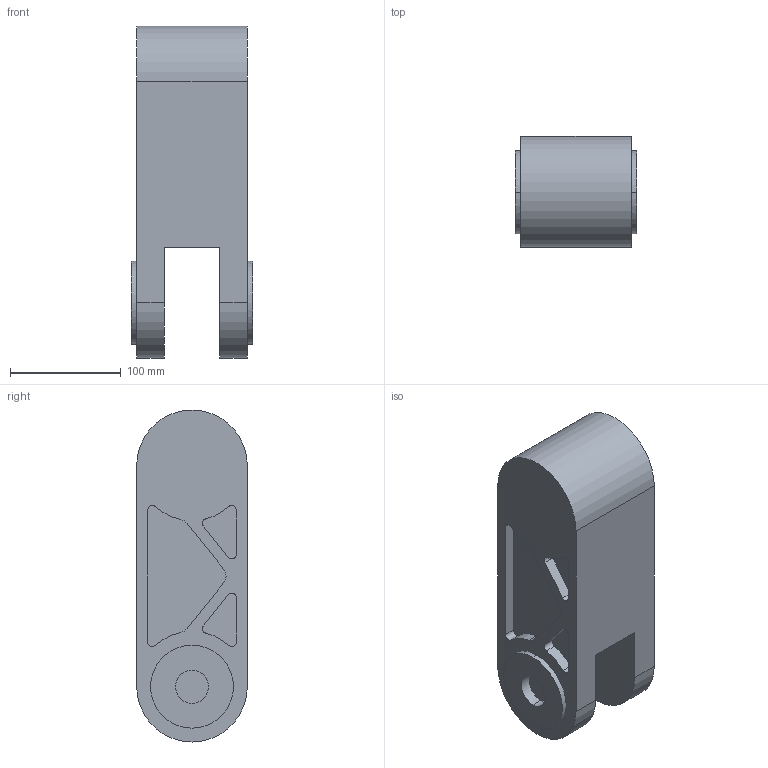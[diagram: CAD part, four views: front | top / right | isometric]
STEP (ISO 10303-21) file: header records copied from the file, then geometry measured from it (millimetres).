
FILE_DESCRIPTION (( 'STEP AP214' ), '1' );
FILE_NAME ('upper_arm.STEP', '2021-03-16T12:44:31', ( '' ), ( '' ), 'SwSTEP 2.0', 'SolidWorks 2021', '' );
FILE_SCHEMA (( 'AUTOMOTIVE_DESIGN' ));
Length unit declared in the file: millimetre
Products named in the file (1): upper_arm
Bounding box: 110 x 100 x 300 mm (x, y, z)
Volume: 2217822.9 mm3; surface area: 152935.2 mm2
Topology: 1 solids, 1 shells, 80 faces, 204 edges, 136 vertices
Faces by surface type: cylinder 49, plane 31
Entity records: 2500 total; most frequent: DIRECTION 464, CARTESIAN_POINT 421, ORIENTED_EDGE 408, EDGE_CURVE 204, AXIS2_PLACEMENT_3D 179, VERTEX_POINT 136, VECTOR 106, LINE 106
